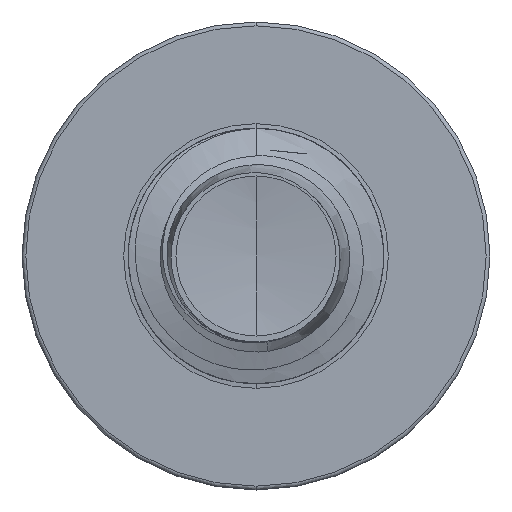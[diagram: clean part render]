
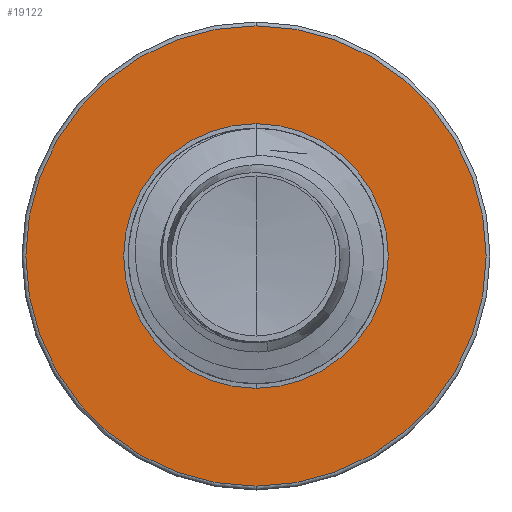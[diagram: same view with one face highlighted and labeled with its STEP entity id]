
A CAD part, front view. The second image highlights one B-rep face of the part: STEP entity #19122.
In plain terms, the highlighted planar face has unit normal (0, -1, 0).
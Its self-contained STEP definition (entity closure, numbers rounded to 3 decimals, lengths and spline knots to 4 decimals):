
#118 = ORIENTED_EDGE ( 'NONE', *, *, #13445, .T. ) ;
#1037 = DIRECTION ( 'NONE',  ( 0., 1., 0. ) ) ;
#1603 = CARTESIAN_POINT ( 'NONE',  ( 0., 9., -0.9332 ) ) ;
#1806 = VERTEX_POINT ( 'NONE', #3131 ) ;
#2915 = AXIS2_PLACEMENT_3D ( 'NONE', #25128, #10634, #27342 ) ;
#3095 = CARTESIAN_POINT ( 'NONE',  ( 0., 9., 0. ) ) ;
#3131 = CARTESIAN_POINT ( 'NONE',  ( 0., 9., 0.9332 ) ) ;
#5718 = DIRECTION ( 'NONE',  ( 0., 0., 1. ) ) ;
#7786 = VERTEX_POINT ( 'NONE', #1603 ) ;
#8897 = VERTEX_POINT ( 'NONE', #30861 ) ;
#10068 = CIRCLE ( 'NONE', #2915, 1.623 ) ;
#10634 = DIRECTION ( 'NONE',  ( 0., 1., 0. ) ) ;
#12426 = CIRCLE ( 'NONE', #21758, 1.623 ) ;
#12887 = DIRECTION ( 'NONE',  ( 0., 1., 0. ) ) ;
#13211 = AXIS2_PLACEMENT_3D ( 'NONE', #16558, #1037, #19010 ) ;
#13445 = EDGE_CURVE ( 'NONE', #7786, #1806, #31401, .T. ) ;
#14571 = ORIENTED_EDGE ( 'NONE', *, *, #19555, .F. ) ;
#16558 = CARTESIAN_POINT ( 'NONE',  ( 0., 9., 0. ) ) ;
#17692 = CARTESIAN_POINT ( 'NONE',  ( 0., 9., -0.9332 ) ) ;
#18810 = EDGE_LOOP ( 'NONE', ( #21071, #118 ) ) ;
#19010 = DIRECTION ( 'NONE',  ( 0., 0., 1. ) ) ;
#19122 = ADVANCED_FACE ( 'NONE', ( #30600, #29838 ), #20141, .F. ) ;
#19555 = EDGE_CURVE ( 'NONE', #8897, #23147, #10068, .T. ) ;
#20141 = PLANE ( 'NONE',  #29760 ) ;
#20778 = DIRECTION ( 'NONE',  ( 0., 1., 0. ) ) ;
#21071 = ORIENTED_EDGE ( 'NONE', *, *, #25284, .T. ) ;
#21278 = ORIENTED_EDGE ( 'NONE', *, *, #27690, .F. ) ;
#21758 = AXIS2_PLACEMENT_3D ( 'NONE', #3095, #20778, #5718 ) ;
#22297 = AXIS2_PLACEMENT_3D ( 'NONE', #26682, #26679, #26646 ) ;
#23147 = VERTEX_POINT ( 'NONE', #29984 ) ;
#24838 = CIRCLE ( 'NONE', #13211, 0.9332 ) ;
#25128 = CARTESIAN_POINT ( 'NONE',  ( 0., 9., 0. ) ) ;
#25284 = EDGE_CURVE ( 'NONE', #1806, #7786, #24838, .T. ) ;
#26646 = DIRECTION ( 'NONE',  ( 0., 0., 1. ) ) ;
#26679 = DIRECTION ( 'NONE',  ( 0., 1., 0. ) ) ;
#26682 = CARTESIAN_POINT ( 'NONE',  ( 0., 9., 0. ) ) ;
#27342 = DIRECTION ( 'NONE',  ( 0., 0., 1. ) ) ;
#27690 = EDGE_CURVE ( 'NONE', #23147, #8897, #12426, .T. ) ;
#27709 = EDGE_LOOP ( 'NONE', ( #14571, #21278 ) ) ;
#29397 = DIRECTION ( 'NONE',  ( 0., 0., 1. ) ) ;
#29760 = AXIS2_PLACEMENT_3D ( 'NONE', #17692, #12887, #29397 ) ;
#29838 = FACE_BOUND ( 'NONE', #18810, .T. ) ;
#29984 = CARTESIAN_POINT ( 'NONE',  ( 0., 9., -1.623 ) ) ;
#30600 = FACE_OUTER_BOUND ( 'NONE', #27709, .T. ) ;
#30861 = CARTESIAN_POINT ( 'NONE',  ( 0., 9., 1.623 ) ) ;
#31401 = CIRCLE ( 'NONE', #22297, 0.9332 ) ;
